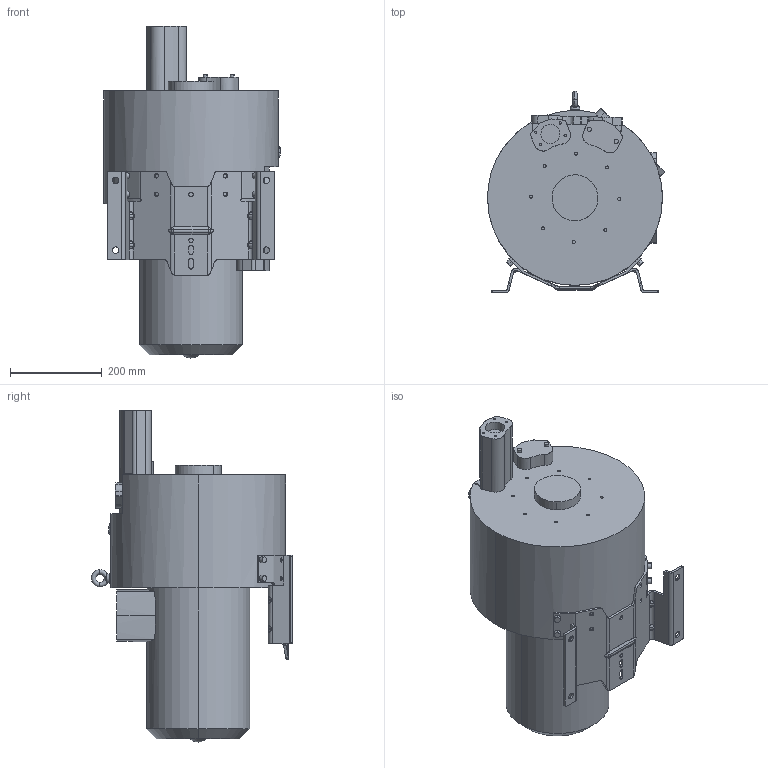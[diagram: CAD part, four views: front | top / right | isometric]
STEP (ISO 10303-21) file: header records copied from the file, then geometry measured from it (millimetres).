
FILE_DESCRIPTION (( 'STEP AP203' ), '1' );
FILE_NAME ('4RB530-0AQ66-1.STEP', '2025-05-15T05:56:40', ( '' ), ( '' ), 'SwSTEP 2.0', 'SolidWorks 2025', '' );
FILE_SCHEMA (( 'CONFIG_CONTROL_DESIGN' ));
Length unit declared in the file: millimetre
Products named in the file (1): 4RB530-0AQ66-1
Bounding box: 384.84 x 437.84 x 722.03 mm (x, y, z)
Volume: 43197062 mm3; surface area: 1093235.9 mm2
Topology: 1 solids, 9 shells, 704 faces, 1832 edges, 1181 vertices
Faces by surface type: cylinder 333, plane 247, bspline 94, torus 18, cone 7, sphere 5
Entity records: 30817 total; most frequent: CARTESIAN_POINT 14670, ORIENTED_EDGE 3652, DIRECTION 2918, EDGE_CURVE 1826, VERTEX_POINT 1180, AXIS2_PLACEMENT_3D 1113, EDGE_LOOP 772, FACE_OUTER_BOUND 704
